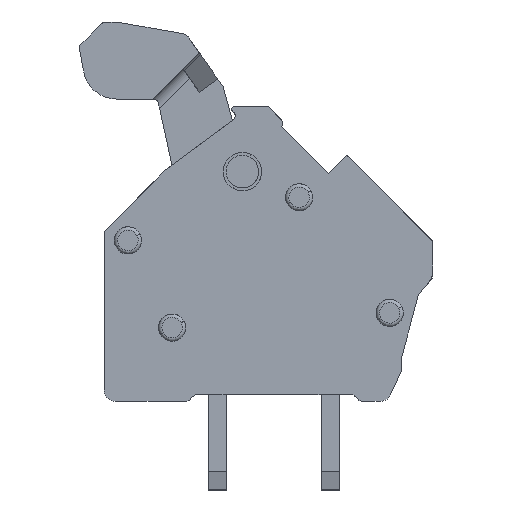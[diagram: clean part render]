
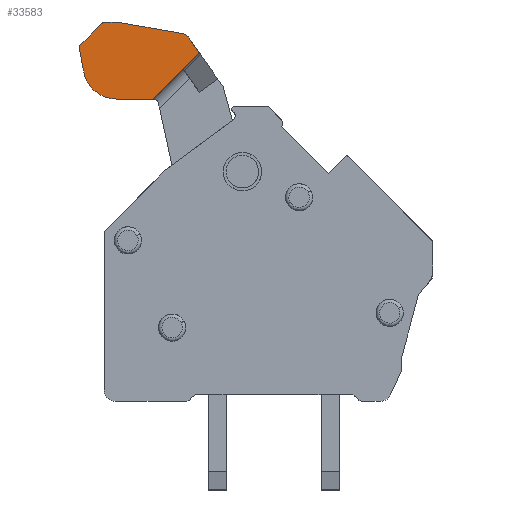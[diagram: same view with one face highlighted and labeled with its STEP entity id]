
A CAD part, left-side view. The second image highlights one B-rep face of the part: STEP entity #33583.
In plain terms, the highlighted planar face has unit normal (-1, 0, 0).
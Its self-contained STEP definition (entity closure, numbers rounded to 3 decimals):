
#33268=AXIS2_PLACEMENT_3D('Circle Axis2P3D',#33266,#33267,$) ;
#33506=AXIS2_PLACEMENT_3D('Plane Axis2P3D',#33503,#33504,#33505) ;
#33510=AXIS2_PLACEMENT_3D('Circle Axis2P3D',#33508,#33509,$) ;
#33526=AXIS2_PLACEMENT_3D('Circle Axis2P3D',#33524,#33525,$) ;
#33554=AXIS2_PLACEMENT_3D('Circle Axis2P3D',#33552,#33553,$) ;
#33559=AXIS2_PLACEMENT_3D('Circle Axis2P3D',#33557,#33558,$) ;
#33242=CARTESIAN_POINT('Vertex',(2.163,13.94,20.647)) ;
#33263=CARTESIAN_POINT('Vertex',(2.163,13.957,20.648)) ;
#33266=CARTESIAN_POINT('Axis2P3D Location',(2.163,13.957,20.548)) ;
#33358=CARTESIAN_POINT('Line Origine',(2.163,12.476,20.389)) ;
#33362=CARTESIAN_POINT('Vertex',(2.163,11.013,20.131)) ;
#33487=CARTESIAN_POINT('Vertex',(2.163,14.439,20.648)) ;
#33490=CARTESIAN_POINT('Line Origine',(2.163,14.198,20.648)) ;
#33503=CARTESIAN_POINT('Axis2P3D Location',(2.163,9.601,4.448)) ;
#33508=CARTESIAN_POINT('Axis2P3D Location',(2.163,15.501,19.548)) ;
#33512=CARTESIAN_POINT('Vertex',(2.163,15.572,19.619)) ;
#33514=CARTESIAN_POINT('Vertex',(2.163,15.6,19.531)) ;
#33517=CARTESIAN_POINT('Line Origine',(2.163,15.508,19.009)) ;
#33521=CARTESIAN_POINT('Vertex',(2.163,15.416,18.488)) ;
#33524=CARTESIAN_POINT('Axis2P3D Location',(2.163,13.938,18.748)) ;
#33528=CARTESIAN_POINT('Vertex',(2.163,13.938,17.248)) ;
#33531=CARTESIAN_POINT('Line Origine',(2.163,13.142,17.248)) ;
#33535=CARTESIAN_POINT('Vertex',(2.163,12.346,17.248)) ;
#33538=CARTESIAN_POINT('Line Origine',(2.163,11.323,18.271)) ;
#33542=CARTESIAN_POINT('Vertex',(2.163,10.301,19.293)) ;
#33545=CARTESIAN_POINT('Line Origine',(2.163,10.544,19.64)) ;
#33549=CARTESIAN_POINT('Vertex',(2.163,10.787,19.987)) ;
#33552=CARTESIAN_POINT('Axis2P3D Location',(2.163,11.073,19.786)) ;
#33557=CARTESIAN_POINT('Axis2P3D Location',(2.163,14.439,20.398)) ;
#33561=CARTESIAN_POINT('Vertex',(2.163,14.616,20.575)) ;
#33564=CARTESIAN_POINT('Line Origine',(2.163,15.094,20.097)) ;
#33267=DIRECTION('Axis2P3D Direction',(-1.,0.,0.)) ;
#33359=DIRECTION('Vector Direction',(0.,-0.985,-0.174)) ;
#33491=DIRECTION('Vector Direction',(0.,-1.,0.)) ;
#33504=DIRECTION('Axis2P3D Direction',(-1.,0.,0.)) ;
#33505=DIRECTION('Axis2P3D XDirection',(0.,-1.,0.)) ;
#33509=DIRECTION('Axis2P3D Direction',(-1.,0.,0.)) ;
#33518=DIRECTION('Vector Direction',(0.,0.174,0.985)) ;
#33525=DIRECTION('Axis2P3D Direction',(-1.,0.,0.)) ;
#33532=DIRECTION('Vector Direction',(0.,1.,0.)) ;
#33539=DIRECTION('Vector Direction',(0.,0.707,-0.707)) ;
#33546=DIRECTION('Vector Direction',(0.,0.574,0.819)) ;
#33553=DIRECTION('Axis2P3D Direction',(-1.,0.,0.)) ;
#33558=DIRECTION('Axis2P3D Direction',(-1.,0.,0.)) ;
#33565=DIRECTION('Vector Direction',(0.,-0.707,0.707)) ;
#33360=VECTOR('Line Direction',#33359,1.) ;
#33492=VECTOR('Line Direction',#33491,1.) ;
#33519=VECTOR('Line Direction',#33518,1.) ;
#33533=VECTOR('Line Direction',#33532,1.) ;
#33540=VECTOR('Line Direction',#33539,1.) ;
#33547=VECTOR('Line Direction',#33546,1.) ;
#33566=VECTOR('Line Direction',#33565,1.) ;
#33570=ORIENTED_EDGE('',*,*,#33516,.T.) ;
#33571=ORIENTED_EDGE('',*,*,#33523,.T.) ;
#33572=ORIENTED_EDGE('',*,*,#33530,.T.) ;
#33573=ORIENTED_EDGE('',*,*,#33537,.T.) ;
#33574=ORIENTED_EDGE('',*,*,#33544,.T.) ;
#33575=ORIENTED_EDGE('',*,*,#33551,.T.) ;
#33576=ORIENTED_EDGE('',*,*,#33556,.T.) ;
#33577=ORIENTED_EDGE('',*,*,#33364,.T.) ;
#33578=ORIENTED_EDGE('',*,*,#33270,.T.) ;
#33579=ORIENTED_EDGE('',*,*,#33494,.T.) ;
#33580=ORIENTED_EDGE('',*,*,#33563,.T.) ;
#33581=ORIENTED_EDGE('',*,*,#33568,.T.) ;
#33583=ADVANCED_FACE('LMZFL5.00_Lever.1\\Lever_LMZFL5.00.1',(#33582),#33507,.T.) ;
#33269=CIRCLE('generated circle',#33268,0.1) ;
#33511=CIRCLE('generated circle',#33510,0.1) ;
#33527=CIRCLE('generated circle',#33526,1.5) ;
#33555=CIRCLE('generated circle',#33554,0.35) ;
#33560=CIRCLE('generated circle',#33559,0.25) ;
#33270=EDGE_CURVE('',#33243,#33264,#33269,.T.) ;
#33364=EDGE_CURVE('',#33363,#33243,#33361,.F.) ;
#33494=EDGE_CURVE('',#33264,#33488,#33493,.F.) ;
#33516=EDGE_CURVE('',#33513,#33515,#33511,.T.) ;
#33523=EDGE_CURVE('',#33515,#33522,#33520,.F.) ;
#33530=EDGE_CURVE('',#33522,#33529,#33527,.T.) ;
#33537=EDGE_CURVE('',#33529,#33536,#33534,.F.) ;
#33544=EDGE_CURVE('',#33536,#33543,#33541,.F.) ;
#33551=EDGE_CURVE('',#33543,#33550,#33548,.T.) ;
#33556=EDGE_CURVE('',#33550,#33363,#33555,.T.) ;
#33563=EDGE_CURVE('',#33488,#33562,#33560,.T.) ;
#33568=EDGE_CURVE('',#33562,#33513,#33567,.F.) ;
#33569=EDGE_LOOP('',(#33570,#33571,#33572,#33573,#33574,#33575,#33576,#33577,#33578,#33579,#33580,#33581)) ;
#33582=FACE_OUTER_BOUND('',#33569,.T.) ;
#33361=LINE('Line',#33358,#33360) ;
#33493=LINE('Line',#33490,#33492) ;
#33520=LINE('Line',#33517,#33519) ;
#33534=LINE('Line',#33531,#33533) ;
#33541=LINE('Line',#33538,#33540) ;
#33548=LINE('Line',#33545,#33547) ;
#33567=LINE('Line',#33564,#33566) ;
#33507=PLANE('',#33506) ;
#33243=VERTEX_POINT('',#33242) ;
#33264=VERTEX_POINT('',#33263) ;
#33363=VERTEX_POINT('',#33362) ;
#33488=VERTEX_POINT('',#33487) ;
#33513=VERTEX_POINT('',#33512) ;
#33515=VERTEX_POINT('',#33514) ;
#33522=VERTEX_POINT('',#33521) ;
#33529=VERTEX_POINT('',#33528) ;
#33536=VERTEX_POINT('',#33535) ;
#33543=VERTEX_POINT('',#33542) ;
#33550=VERTEX_POINT('',#33549) ;
#33562=VERTEX_POINT('',#33561) ;
